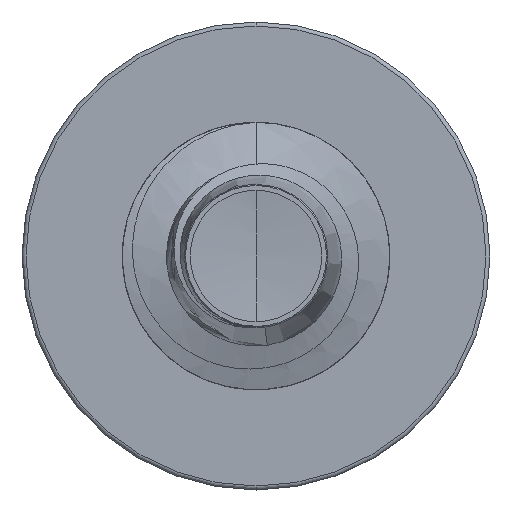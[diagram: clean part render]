
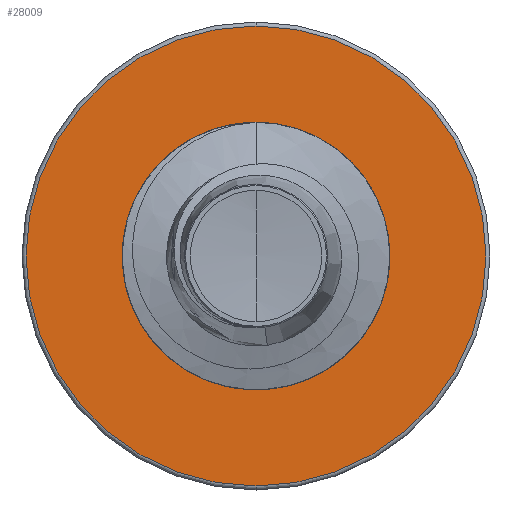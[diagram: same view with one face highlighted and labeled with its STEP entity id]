
A CAD part, front view. The second image highlights one B-rep face of the part: STEP entity #28009.
In plain terms, the highlighted planar face has unit normal (0, -1, 0).
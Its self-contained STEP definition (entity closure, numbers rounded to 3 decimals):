
#219 = ORIENTED_EDGE ( 'NONE', *, *, #27147, .F. ) ;
#250 = DIRECTION ( 'NONE',  ( 0., 0., 1. ) ) ;
#566 = VERTEX_POINT ( 'NONE', #26715 ) ;
#838 = CIRCLE ( 'NONE', #26558, 5.16 ) ;
#2295 = FACE_OUTER_BOUND ( 'NONE', #5625, .T. ) ;
#3237 = DIRECTION ( 'NONE',  ( 0., 0., 1. ) ) ;
#3293 = DIRECTION ( 'NONE',  ( 0., 1., 0. ) ) ;
#3373 = CARTESIAN_POINT ( 'NONE',  ( 0., 35., 0. ) ) ;
#3539 = EDGE_CURVE ( 'NONE', #13514, #24876, #22881, .T. ) ;
#3581 = DIRECTION ( 'NONE',  ( 0., 1., 0. ) ) ;
#5625 = EDGE_LOOP ( 'NONE', ( #219, #23704 ) ) ;
#6652 = CARTESIAN_POINT ( 'NONE',  ( 0., 35., 0. ) ) ;
#6698 = CARTESIAN_POINT ( 'NONE',  ( 0., 35., 2.842 ) ) ;
#8565 = CARTESIAN_POINT ( 'NONE',  ( 0., 35., 5.16 ) ) ;
#9625 = DIRECTION ( 'NONE',  ( 0., 0., 1. ) ) ;
#12238 = DIRECTION ( 'NONE',  ( 0., 0., 1. ) ) ;
#12270 = DIRECTION ( 'NONE',  ( 0., 1., 0. ) ) ;
#12277 = CARTESIAN_POINT ( 'NONE',  ( 0., 35., 0. ) ) ;
#13514 = VERTEX_POINT ( 'NONE', #6698 ) ;
#14140 = AXIS2_PLACEMENT_3D ( 'NONE', #23147, #17077, #250 ) ;
#15257 = AXIS2_PLACEMENT_3D ( 'NONE', #12277, #12270, #12238 ) ;
#16066 = ORIENTED_EDGE ( 'NONE', *, *, #25778, .T. ) ;
#17077 = DIRECTION ( 'NONE',  ( 0., 1., 0. ) ) ;
#17596 = VERTEX_POINT ( 'NONE', #8565 ) ;
#18949 = AXIS2_PLACEMENT_3D ( 'NONE', #6652, #23159, #9625 ) ;
#19295 = CARTESIAN_POINT ( 'NONE',  ( 0., 35., 0. ) ) ;
#20016 = EDGE_CURVE ( 'NONE', #566, #17596, #838, .T. ) ;
#20211 = EDGE_LOOP ( 'NONE', ( #25821, #16066 ) ) ;
#21379 = DIRECTION ( 'NONE',  ( 0., 0., 1. ) ) ;
#21887 = FACE_BOUND ( 'NONE', #20211, .T. ) ;
#21894 = CARTESIAN_POINT ( 'NONE',  ( 0., 35., -2.842 ) ) ;
#22881 = CIRCLE ( 'NONE', #15257, 2.842 ) ;
#23147 = CARTESIAN_POINT ( 'NONE',  ( 0., 35., -2.842 ) ) ;
#23159 = DIRECTION ( 'NONE',  ( 0., 1., 0. ) ) ;
#23704 = ORIENTED_EDGE ( 'NONE', *, *, #20016, .F. ) ;
#24876 = VERTEX_POINT ( 'NONE', #21894 ) ;
#25183 = CIRCLE ( 'NONE', #28972, 5.16 ) ;
#25778 = EDGE_CURVE ( 'NONE', #24876, #13514, #28128, .T. ) ;
#25821 = ORIENTED_EDGE ( 'NONE', *, *, #3539, .T. ) ;
#26558 = AXIS2_PLACEMENT_3D ( 'NONE', #3373, #3293, #3237 ) ;
#26715 = CARTESIAN_POINT ( 'NONE',  ( 0., 35., -5.16 ) ) ;
#27147 = EDGE_CURVE ( 'NONE', #17596, #566, #25183, .T. ) ;
#28009 = ADVANCED_FACE ( 'NONE', ( #2295, #21887 ), #28043, .F. ) ;
#28043 = PLANE ( 'NONE',  #14140 ) ;
#28128 = CIRCLE ( 'NONE', #18949, 2.842 ) ;
#28972 = AXIS2_PLACEMENT_3D ( 'NONE', #19295, #3581, #21379 ) ;
